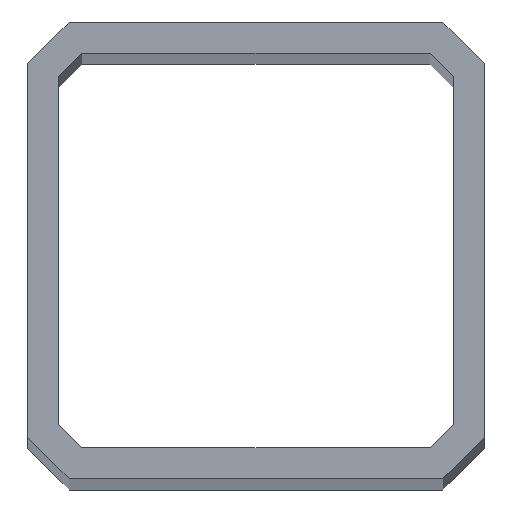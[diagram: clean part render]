
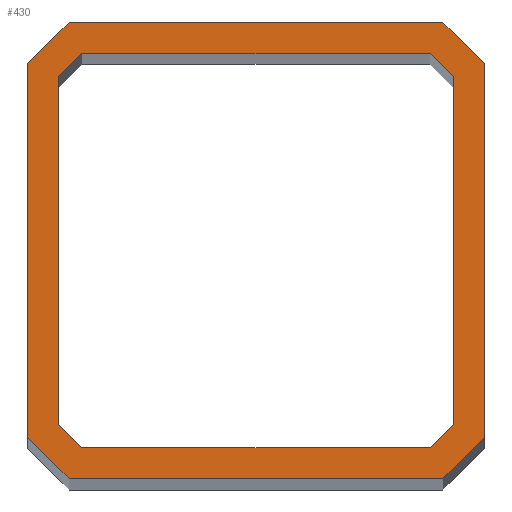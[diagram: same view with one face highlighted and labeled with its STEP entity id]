
A CAD part, top view. The second image highlights one B-rep face of the part: STEP entity #430.
In plain terms, the highlighted planar face has unit normal (0, 0, 1).
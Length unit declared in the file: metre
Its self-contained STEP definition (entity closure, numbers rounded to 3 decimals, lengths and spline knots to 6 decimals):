
#24=LINE('',#605,#72);
#30=LINE('',#621,#78);
#32=LINE('',#629,#80);
#38=LINE('',#649,#86);
#40=LINE('',#655,#88);
#41=LINE('',#657,#89);
#42=LINE('',#659,#90);
#43=LINE('',#660,#91);
#44=LINE('',#662,#92);
#45=LINE('',#664,#93);
#46=LINE('',#665,#94);
#47=LINE('',#667,#95);
#48=LINE('',#669,#96);
#49=LINE('',#670,#97);
#50=LINE('',#672,#98);
#51=LINE('',#674,#99);
#72=VECTOR('',#497,1.);
#78=VECTOR('',#507,1.);
#80=VECTOR('',#515,1.);
#86=VECTOR('',#529,1.);
#88=VECTOR('',#535,1.);
#89=VECTOR('',#536,1.);
#90=VECTOR('',#537,1.);
#91=VECTOR('',#538,1.);
#92=VECTOR('',#539,1.);
#93=VECTOR('',#540,1.);
#94=VECTOR('',#541,1.);
#95=VECTOR('',#542,1.);
#96=VECTOR('',#543,1.);
#97=VECTOR('',#544,1.);
#98=VECTOR('',#545,1.);
#99=VECTOR('',#546,1.);
#144=ORIENTED_EDGE('',*,*,#240,.T.);
#145=ORIENTED_EDGE('',*,*,#256,.T.);
#146=ORIENTED_EDGE('',*,*,#257,.F.);
#147=ORIENTED_EDGE('',*,*,#258,.T.);
#148=ORIENTED_EDGE('',*,*,#233,.F.);
#149=ORIENTED_EDGE('',*,*,#259,.T.);
#150=ORIENTED_EDGE('',*,*,#260,.T.);
#151=ORIENTED_EDGE('',*,*,#261,.T.);
#152=ORIENTED_EDGE('',*,*,#253,.F.);
#153=ORIENTED_EDGE('',*,*,#262,.F.);
#154=ORIENTED_EDGE('',*,*,#263,.F.);
#155=ORIENTED_EDGE('',*,*,#264,.F.);
#156=ORIENTED_EDGE('',*,*,#244,.T.);
#157=ORIENTED_EDGE('',*,*,#265,.F.);
#158=ORIENTED_EDGE('',*,*,#266,.T.);
#159=ORIENTED_EDGE('',*,*,#267,.F.);
#233=EDGE_CURVE('',#289,#290,#24,.T.);
#240=EDGE_CURVE('',#297,#296,#30,.T.);
#244=EDGE_CURVE('',#300,#301,#32,.T.);
#253=EDGE_CURVE('',#309,#310,#38,.T.);
#256=EDGE_CURVE('',#296,#312,#40,.T.);
#257=EDGE_CURVE('',#313,#312,#41,.T.);
#258=EDGE_CURVE('',#313,#290,#42,.F.);
#259=EDGE_CURVE('',#289,#314,#43,.T.);
#260=EDGE_CURVE('',#314,#315,#44,.T.);
#261=EDGE_CURVE('',#315,#297,#45,.F.);
#262=EDGE_CURVE('',#316,#309,#46,.F.);
#263=EDGE_CURVE('',#317,#316,#47,.T.);
#264=EDGE_CURVE('',#300,#317,#48,.T.);
#265=EDGE_CURVE('',#318,#301,#49,.F.);
#266=EDGE_CURVE('',#318,#319,#50,.T.);
#267=EDGE_CURVE('',#310,#319,#51,.T.);
#289=VERTEX_POINT('',#606);
#290=VERTEX_POINT('',#607);
#296=VERTEX_POINT('',#620);
#297=VERTEX_POINT('',#622);
#300=VERTEX_POINT('',#630);
#301=VERTEX_POINT('',#631);
#309=VERTEX_POINT('',#648);
#310=VERTEX_POINT('',#650);
#312=VERTEX_POINT('',#656);
#313=VERTEX_POINT('',#658);
#314=VERTEX_POINT('',#661);
#315=VERTEX_POINT('',#663);
#316=VERTEX_POINT('',#666);
#317=VERTEX_POINT('',#668);
#318=VERTEX_POINT('',#671);
#319=VERTEX_POINT('',#673);
#348=EDGE_LOOP('',(#144,#145,#146,#147,#148,#149,#150,#151));
#349=EDGE_LOOP('',(#152,#153,#154,#155,#156,#157,#158,#159));
#384=FACE_BOUND('',#348,.T.);
#385=FACE_BOUND('',#349,.T.);
#412=PLANE('',#473);
#430=ADVANCED_FACE('',(#384,#385),#412,.F.);
#473=AXIS2_PLACEMENT_3D('',#654,#533,#534);
#497=DIRECTION('',(0.,1.,0.));
#507=DIRECTION('',(0.,1.,0.));
#515=DIRECTION('',(0.,1.,0.));
#529=DIRECTION('',(0.,1.,0.));
#533=DIRECTION('',(0.,0.,-1.));
#534=DIRECTION('',(1.,0.,0.));
#535=DIRECTION('',(-0.707,0.707,0.));
#536=DIRECTION('',(1.,0.,0.));
#537=DIRECTION('',(0.707,0.707,0.));
#538=DIRECTION('',(0.707,-0.707,0.));
#539=DIRECTION('',(1.,0.,0.));
#540=DIRECTION('',(-0.707,-0.707,0.));
#541=DIRECTION('',(-0.707,-0.707,0.));
#542=DIRECTION('',(1.,0.,0.));
#543=DIRECTION('',(0.707,-0.707,0.));
#544=DIRECTION('',(0.707,0.707,0.));
#545=DIRECTION('',(1.,0.,0.));
#546=DIRECTION('',(-0.707,0.707,0.));
#605=CARTESIAN_POINT('',(-0.699655,0.342957,-0.01095));
#606=CARTESIAN_POINT('',(-0.699655,0.314382,-0.01095));
#607=CARTESIAN_POINT('',(-0.699655,0.371532,-0.01095));
#620=CARTESIAN_POINT('',(-0.629805,0.371532,-0.01095));
#621=CARTESIAN_POINT('',(-0.629805,0.342957,-0.01095));
#622=CARTESIAN_POINT('',(-0.629805,0.314382,-0.01095));
#629=CARTESIAN_POINT('',(-0.694892,0.342957,-0.01095));
#630=CARTESIAN_POINT('',(-0.694892,0.316355,-0.01095));
#631=CARTESIAN_POINT('',(-0.694892,0.369559,-0.01095));
#648=CARTESIAN_POINT('',(-0.634567,0.316355,-0.01095));
#649=CARTESIAN_POINT('',(-0.634567,0.342957,-0.01095));
#650=CARTESIAN_POINT('',(-0.634567,0.369559,-0.01095));
#654=CARTESIAN_POINT('',(-0.566305,0.342957,-0.01095));
#655=CARTESIAN_POINT('',(-0.629805,0.371532,-0.01095));
#656=CARTESIAN_POINT('',(-0.636155,0.377882,-0.01095));
#657=CARTESIAN_POINT('',(-0.66473,0.377882,-0.01095));
#658=CARTESIAN_POINT('',(-0.693305,0.377882,-0.01095));
#659=CARTESIAN_POINT('',(-0.693305,0.377882,-0.01095));
#660=CARTESIAN_POINT('',(-0.699655,0.314382,-0.01095));
#661=CARTESIAN_POINT('',(-0.693305,0.308032,-0.01095));
#662=CARTESIAN_POINT('',(-0.66473,0.308032,-0.01095));
#663=CARTESIAN_POINT('',(-0.636155,0.308032,-0.01095));
#664=CARTESIAN_POINT('',(-0.636155,0.308032,-0.01095));
#665=CARTESIAN_POINT('',(-0.639522,0.3114,-0.01095));
#666=CARTESIAN_POINT('',(-0.638127,0.312795,-0.01095));
#667=CARTESIAN_POINT('',(-0.66473,0.312795,-0.01095));
#668=CARTESIAN_POINT('',(-0.691332,0.312795,-0.01095));
#669=CARTESIAN_POINT('',(-0.696287,0.31775,-0.01095));
#670=CARTESIAN_POINT('',(-0.689937,0.374514,-0.01095));
#671=CARTESIAN_POINT('',(-0.691332,0.37312,-0.01095));
#672=CARTESIAN_POINT('',(-0.66473,0.37312,-0.01095));
#673=CARTESIAN_POINT('',(-0.638127,0.37312,-0.01095));
#674=CARTESIAN_POINT('',(-0.633172,0.368164,-0.01095));
